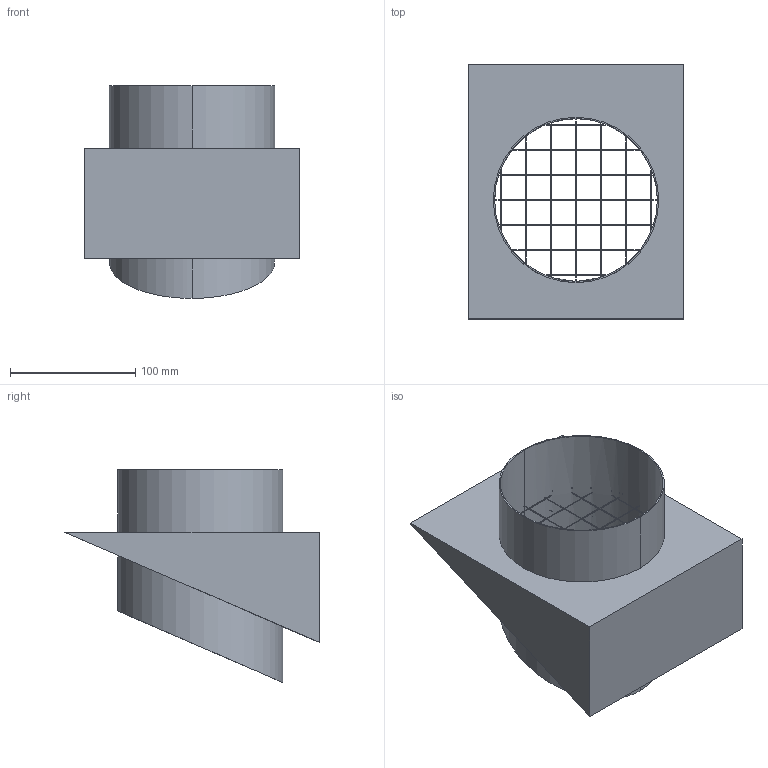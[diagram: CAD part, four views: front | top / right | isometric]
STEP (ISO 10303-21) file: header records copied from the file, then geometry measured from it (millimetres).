
FILE_DESCRIPTION (( 'STEP AP214' ), '1' );
FILE_NAME ('KW-FL 12.STEP', '2020-06-03T09:56:05', ( '' ), ( '' ), 'SwSTEP 2.0', 'SolidWorks 2017', '' );
FILE_SCHEMA (( 'AUTOMOTIVE_DESIGN' ));
Length unit declared in the file: millimetre
Products named in the file (1): KW-FL 12
Bounding box: 172 x 203 x 170 mm (x, y, z)
Volume: 133529.7 mm3; surface area: 268972.3 mm2
Topology: 1 solids, 2 shells, 198 faces, 660 edges, 440 vertices
Faces by surface type: plane 190, cylinder 8
Entity records: 7356 total; most frequent: CARTESIAN_POINT 1323, ORIENTED_EDGE 1320, DIRECTION 1118, EDGE_CURVE 660, LINE 584, VECTOR 584, VERTEX_POINT 440, EDGE_LOOP 278
